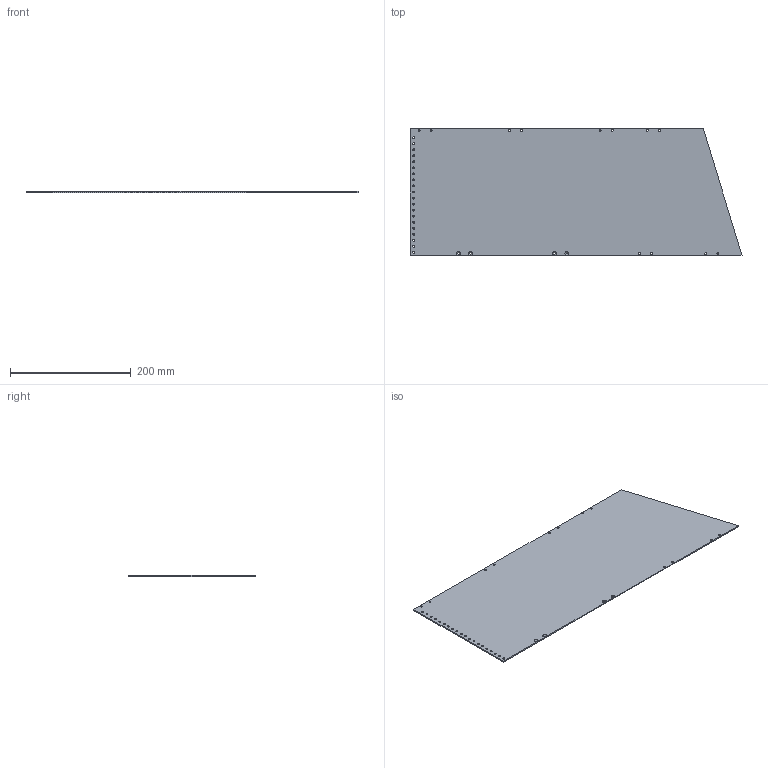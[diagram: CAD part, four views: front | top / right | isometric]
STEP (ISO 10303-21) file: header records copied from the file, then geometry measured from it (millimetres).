
FILE_DESCRIPTION (( 'STEP AP214' ), '1' );
FILE_NAME ('【1】直侧板镜向.step', '2024-04-30T16:50:37', ( '' ), ( '' ), 'SwSTEP 2.0', 'SolidWorks 2023', '' );
FILE_SCHEMA (( 'AUTOMOTIVE_DESIGN' ));
Length unit declared in the file: millimetre
Products named in the file (1): 【1】直侧板镜向
Bounding box: 550 x 210 x 2 mm (x, y, z)
Volume: 216852.3 mm3; surface area: 220558.3 mm2
Topology: 1 solids, 1 shells, 86 faces, 256 edges, 168 vertices
Faces by surface type: cylinder 72, cone 8, plane 6
Entity records: 3167 total; most frequent: DIRECTION 582, CARTESIAN_POINT 547, ORIENTED_EDGE 512, EDGE_CURVE 256, AXIS2_PLACEMENT_3D 243, VERTEX_POINT 168, CIRCLE 156, EDGE_LOOP 154
